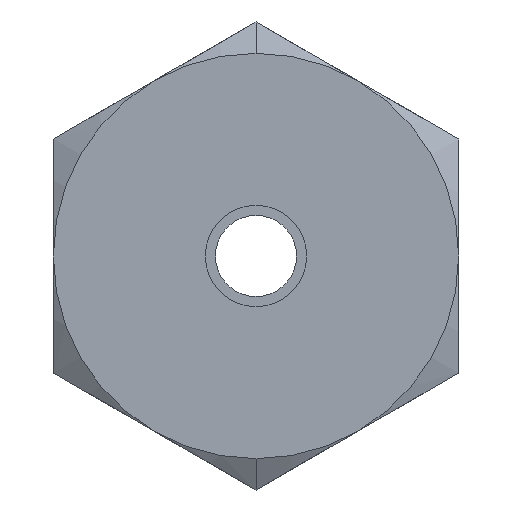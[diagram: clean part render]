
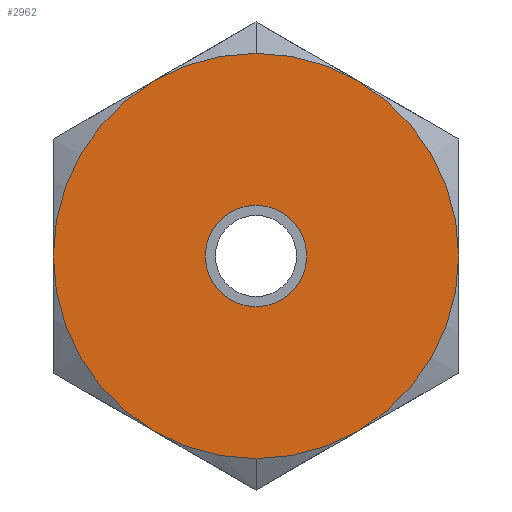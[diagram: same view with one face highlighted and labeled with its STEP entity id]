
A CAD part, left-side view. The second image highlights one B-rep face of the part: STEP entity #2962.
In plain terms, the highlighted planar face has unit normal (-1, 0, 0).
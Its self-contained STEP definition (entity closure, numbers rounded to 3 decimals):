
#601 = DIRECTION ( 'NONE',  ( 0., 0., 1. ) ) ;
#630 = DIRECTION ( 'NONE',  ( 0., 0., 1. ) ) ;
#719 = VERTEX_POINT ( 'NONE', #8351 ) ;
#909 = CARTESIAN_POINT ( 'NONE',  ( 0., 0., 0. ) ) ;
#956 = EDGE_CURVE ( 'NONE', #7516, #2828, #2274, .T. ) ;
#1257 = CIRCLE ( 'NONE', #4625, 1.5 ) ;
#1509 = CIRCLE ( 'NONE', #8375, 6. ) ;
#1755 = DIRECTION ( 'NONE',  ( 0., 0., -1. ) ) ;
#1777 = DIRECTION ( 'NONE',  ( 1., 0., 0. ) ) ;
#1946 = PLANE ( 'NONE',  #3528 ) ;
#1984 = EDGE_LOOP ( 'NONE', ( #6505, #4768 ) ) ;
#2071 = EDGE_CURVE ( 'NONE', #8530, #719, #1257, .T. ) ;
#2274 = CIRCLE ( 'NONE', #3121, 6. ) ;
#2608 = FACE_BOUND ( 'NONE', #1984, .T. ) ;
#2828 = VERTEX_POINT ( 'NONE', #4274 ) ;
#2918 = ORIENTED_EDGE ( 'NONE', *, *, #4152, .F. ) ;
#2962 = ADVANCED_FACE ( 'NONE', ( #2608, #7968 ), #1946, .T. ) ;
#3121 = AXIS2_PLACEMENT_3D ( 'NONE', #5707, #3725, #1755 ) ;
#3528 = AXIS2_PLACEMENT_3D ( 'NONE', #4634, #4468, #601 ) ;
#3657 = CARTESIAN_POINT ( 'NONE',  ( 0., 0., 0. ) ) ;
#3725 = DIRECTION ( 'NONE',  ( 1., 0., 0. ) ) ;
#3835 = DIRECTION ( 'NONE',  ( 0., 0., 1. ) ) ;
#4152 = EDGE_CURVE ( 'NONE', #2828, #7516, #1509, .T. ) ;
#4274 = CARTESIAN_POINT ( 'NONE',  ( 0., 0., 6. ) ) ;
#4468 = DIRECTION ( 'NONE',  ( -1., 0., 0. ) ) ;
#4625 = AXIS2_PLACEMENT_3D ( 'NONE', #909, #7059, #7674 ) ;
#4634 = CARTESIAN_POINT ( 'NONE',  ( 0., 0., 3. ) ) ;
#4768 = ORIENTED_EDGE ( 'NONE', *, *, #7248, .T. ) ;
#5010 = CARTESIAN_POINT ( 'NONE',  ( 0., 0., -1.5 ) ) ;
#5045 = CARTESIAN_POINT ( 'NONE',  ( 0., 0., -6. ) ) ;
#5288 = DIRECTION ( 'NONE',  ( 1., 0., 0. ) ) ;
#5707 = CARTESIAN_POINT ( 'NONE',  ( 0., 0., 0. ) ) ;
#5728 = CIRCLE ( 'NONE', #7987, 1.5 ) ;
#6163 = EDGE_LOOP ( 'NONE', ( #2918, #7703 ) ) ;
#6505 = ORIENTED_EDGE ( 'NONE', *, *, #2071, .T. ) ;
#7059 = DIRECTION ( 'NONE',  ( 1., 0., 0. ) ) ;
#7248 = EDGE_CURVE ( 'NONE', #719, #8530, #5728, .T. ) ;
#7516 = VERTEX_POINT ( 'NONE', #5045 ) ;
#7674 = DIRECTION ( 'NONE',  ( 0., 0., -1. ) ) ;
#7703 = ORIENTED_EDGE ( 'NONE', *, *, #956, .F. ) ;
#7968 = FACE_OUTER_BOUND ( 'NONE', #6163, .T. ) ;
#7987 = AXIS2_PLACEMENT_3D ( 'NONE', #3657, #1777, #3835 ) ;
#8351 = CARTESIAN_POINT ( 'NONE',  ( 0., 0., 1.5 ) ) ;
#8375 = AXIS2_PLACEMENT_3D ( 'NONE', #8626, #5288, #630 ) ;
#8530 = VERTEX_POINT ( 'NONE', #5010 ) ;
#8626 = CARTESIAN_POINT ( 'NONE',  ( 0., 0., 0. ) ) ;
